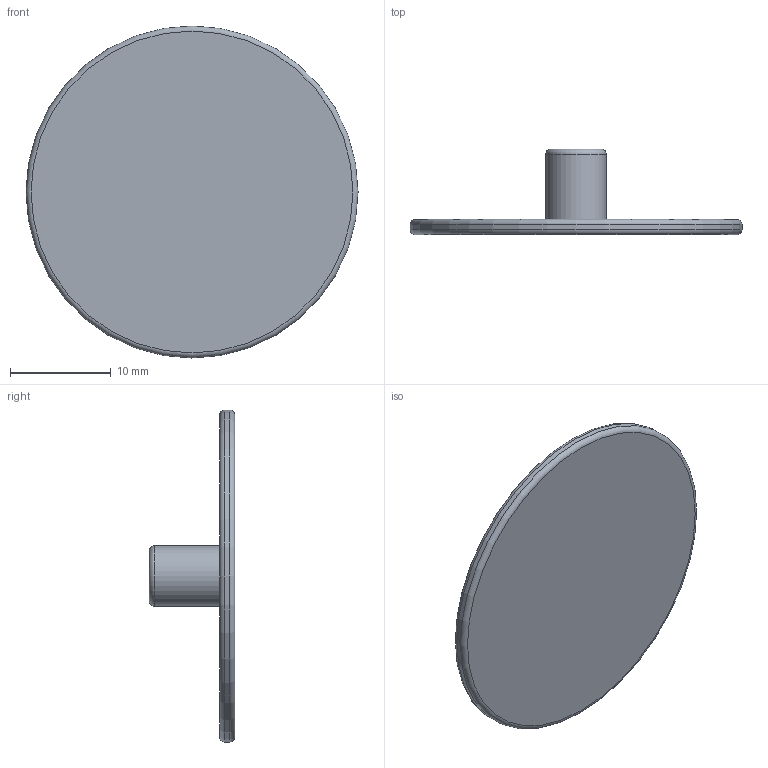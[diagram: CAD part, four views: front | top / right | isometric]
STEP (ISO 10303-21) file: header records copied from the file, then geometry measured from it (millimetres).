
FILE_DESCRIPTION(/* description */ (''),/* implementation_level */ '2;1');
FILE_NAME(/* name */ 'Kindersicherung_Schranktueren_Unterteller_M3_v2.step',/* time_stamp */ '2025-03-29T14:11:05+01:00',/* author */ (''),/* organization */ (''),/* preprocessor_version */ 'ST-DEVELOPER v20.1',/* originating_system */ 'Autodesk Translation Framework v14.4.0.0',/* authorisation */ '');
FILE_SCHEMA (('AUTOMOTIVE_DESIGN { 1 0 10303 214 3 1 1 }'));
Length unit declared in the file: millimetre
Products named in the file (1): Kindersicherung_Schranktueren_Unterteller_M3
Bounding box: 33 x 8.5 x 33 mm (x, y, z)
Volume: 1422.6 mm3; surface area: 2013 mm2
Topology: 1 solids, 1 shells, 10 faces, 18 edges, 12 vertices
Faces by surface type: plane 4, torus 3, cylinder 3
Full cylindrical faces by diameter (mm): 2.9 x1, 6 x1, 33 x1
Entity records: 290 total; most frequent: DIRECTION 55, CARTESIAN_POINT 41, ORIENTED_EDGE 36, AXIS2_PLACEMENT_3D 26, EDGE_CURVE 18, CIRCLE 15, EDGE_LOOP 12, VERTEX_POINT 12
